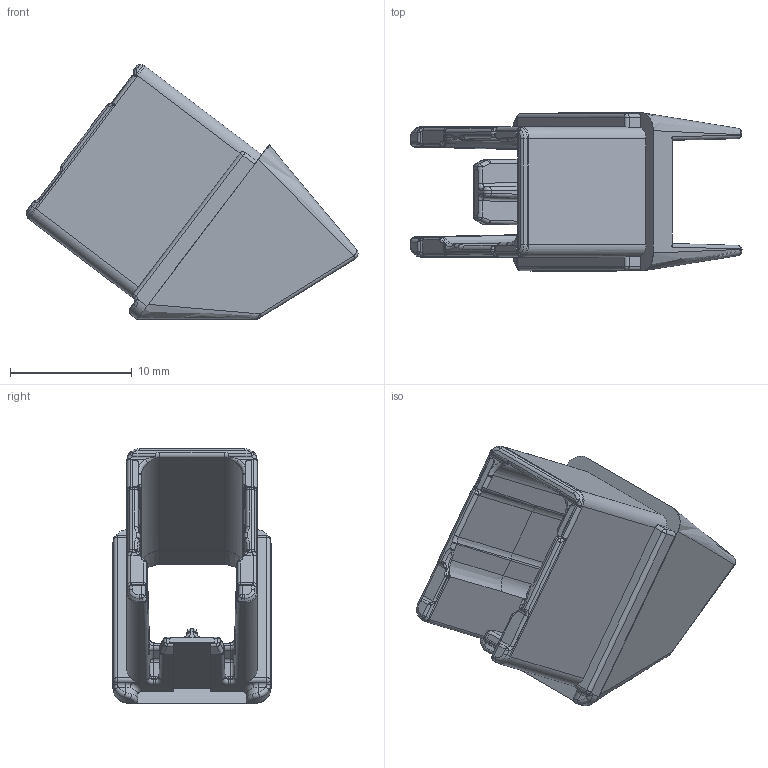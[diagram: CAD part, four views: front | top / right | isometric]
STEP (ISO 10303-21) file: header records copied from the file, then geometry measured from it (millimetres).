
FILE_DESCRIPTION(('Creo Elements/Direct Modeling STEP Export'),'2;1');
FILE_NAME('P1.stp','2021-02-05T12:38:34',(''),(''),'Creo Elements/Direct Modeling STEP processor for AP214 (Solid Model)','Creo Elements/Direct Modeling 20.0F 19-Nov-2019 (C) Parametric Technology GmbH','');
FILE_SCHEMA(('AUTOMOTIVE_DESIGN { 1 0 10303 214 1 1 1 1 }'));
Length unit declared in the file: millimetre
Products named in the file (2): Produktteil; Produktteil1
Assembly tree (1 placements, depth 2):
  Produktteil1
    Produktteil
Bounding box: 27.29 x 13 x 20.94 mm (x, y, z)
Volume: 1243.7 mm3; surface area: 1927.6 mm2
Topology: 1 solids, 1 shells, 503 faces, 1229 edges, 671 vertices
Faces by surface type: cylinder 167, bspline 128, plane 115, torus 41, sphere 26, cone 26
Entity records: 16501 total; most frequent: CARTESIAN_POINT 5757, ORIENTED_EDGE 2346, DIRECTION 2162, EDGE_CURVE 1173, AXIS2_PLACEMENT_3D 835, VERTEX_POINT 671, EDGE_LOOP 504, FACE_OUTER_BOUND 503
